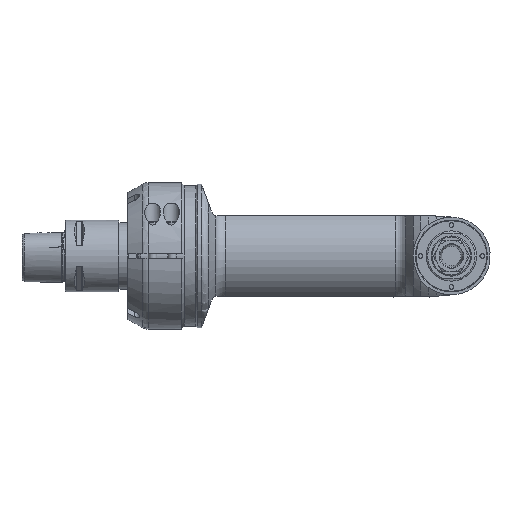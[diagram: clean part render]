
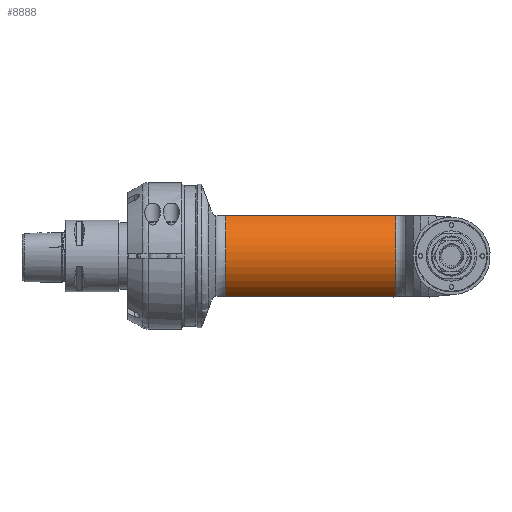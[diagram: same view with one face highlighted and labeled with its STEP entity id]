
A CAD part, front view. The second image highlights one B-rep face of the part: STEP entity #8888.
In plain terms, the highlighted cylindrical face has radius 32 mm (diameter 64 mm), a partial arc.
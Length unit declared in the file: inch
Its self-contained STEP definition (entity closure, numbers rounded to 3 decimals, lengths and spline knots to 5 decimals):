
#1037=FACE_OUTER_BOUND('',#1613,.T.);
#1613=EDGE_LOOP('',(#7583,#7584,#7585,#7586));
#2074=CIRCLE('',#9727,1.25984);
#2076=CIRCLE('',#9730,1.25984);
#2814=LINE('',#58191,#3360);
#2821=LINE('',#58355,#3367);
#3360=VECTOR('',#11664,4.66107);
#3367=VECTOR('',#11687,4.66107);
#4129=VERTEX_POINT('',#58177);
#4130=VERTEX_POINT('',#58190);
#4152=VERTEX_POINT('',#58330);
#4155=VERTEX_POINT('',#58354);
#5314=EDGE_CURVE('',#4130,#4129,#2814,.T.);
#5339=EDGE_CURVE('',#4152,#4129,#2074,.T.);
#5343=EDGE_CURVE('',#4152,#4155,#2821,.T.);
#5344=EDGE_CURVE('',#4130,#4155,#2076,.T.);
#7583=ORIENTED_EDGE('',*,*,#5339,.F.);
#7584=ORIENTED_EDGE('',*,*,#5343,.T.);
#7585=ORIENTED_EDGE('',*,*,#5344,.F.);
#7586=ORIENTED_EDGE('',*,*,#5314,.T.);
#8489=CYLINDRICAL_SURFACE('',#9729,1.25984);
#8888=ADVANCED_FACE('',(#1037),#8489,.T.);
#9727=AXIS2_PLACEMENT_3D('',#58331,#11681,#11682);
#9729=AXIS2_PLACEMENT_3D('',#58353,#11685,#11686);
#9730=AXIS2_PLACEMENT_3D('',#58356,#11688,#11689);
#11664=DIRECTION('',(-1.,0.,0.));
#11681=DIRECTION('center_axis',(-1.,0.,0.));
#11682=DIRECTION('ref_axis',(0.,-0.484,-0.875));
#11685=DIRECTION('center_axis',(-1.,0.,0.));
#11686=DIRECTION('ref_axis',(0.,-1.,0.));
#11687=DIRECTION('',(1.,0.,0.));
#11688=DIRECTION('center_axis',(1.,0.,0.));
#11689=DIRECTION('ref_axis',(0.,-1.,0.));
#58177=CARTESIAN_POINT('',(1.29882,-0.60992,1.10236));
#58190=CARTESIAN_POINT('',(5.95989,-0.60992,1.10236));
#58191=CARTESIAN_POINT('',(5.95989,-0.60992,1.10236));
#58330=CARTESIAN_POINT('',(1.29882,-0.60992,-1.10236));
#58331=CARTESIAN_POINT('Origin',(1.29882,0.,0.));
#58353=CARTESIAN_POINT('Origin',(1.63962,0.,0.));
#58354=CARTESIAN_POINT('',(5.95989,-0.60992,-1.10236));
#58355=CARTESIAN_POINT('',(1.29882,-0.60992,-1.10236));
#58356=CARTESIAN_POINT('Origin',(5.95989,0.,0.));
